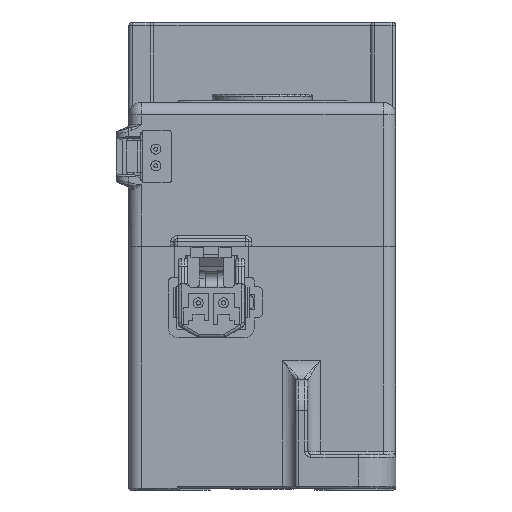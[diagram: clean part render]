
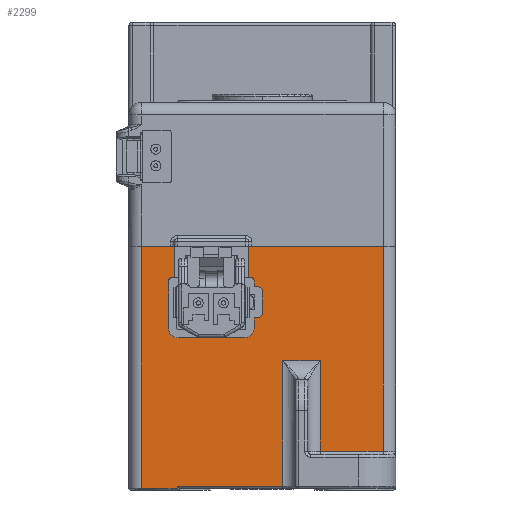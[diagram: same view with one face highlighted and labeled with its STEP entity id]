
A CAD part, left-side view. The second image highlights one B-rep face of the part: STEP entity #2299.
In plain terms, the highlighted planar face has unit normal (-1, 0, 0).
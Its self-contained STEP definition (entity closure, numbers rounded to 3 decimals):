
#1226=PLANE('',#20775);
#2299=ADVANCED_FACE('',(#3584),#1226,.F.);
#3584=FACE_OUTER_BOUND('',#4684,.T.);
#4684=EDGE_LOOP('',(#12972,#12973,#12974,#12975,#12976,#12977,#12978,#12979,
#12980,#12981,#12982,#12983,#12984,#12985,#12986,#12987,#12988,#12989,#12990,
#12991,#12992,#12993,#12994,#12995,#12996,#12997,#12998,#12999,#13000,#13001));
#6556=LINE('',#31290,#8606);
#6557=LINE('',#31294,#8607);
#6585=LINE('',#31402,#8635);
#6586=LINE('',#31404,#8636);
#6587=LINE('',#31406,#8637);
#6588=LINE('',#31408,#8638);
#6589=LINE('',#31410,#8639);
#6590=LINE('',#31412,#8640);
#6591=LINE('',#31414,#8641);
#6592=LINE('',#31416,#8642);
#6593=LINE('',#31417,#8643);
#6594=LINE('',#31421,#8644);
#6595=LINE('',#31423,#8645);
#6596=LINE('',#31427,#8646);
#6597=LINE('',#31429,#8647);
#6598=LINE('',#31433,#8648);
#6599=LINE('',#31437,#8649);
#6600=LINE('',#31439,#8650);
#6601=LINE('',#31443,#8651);
#6602=LINE('',#31447,#8652);
#6603=LINE('',#31451,#8653);
#6604=LINE('',#31453,#8654);
#8606=VECTOR('',#24936,1.);
#8607=VECTOR('',#24941,1.);
#8635=VECTOR('',#25007,1.);
#8636=VECTOR('',#25008,1.);
#8637=VECTOR('',#25009,1.);
#8638=VECTOR('',#25010,1.);
#8639=VECTOR('',#25011,1.);
#8640=VECTOR('',#25012,1.);
#8641=VECTOR('',#25013,1.);
#8642=VECTOR('',#25014,1.);
#8643=VECTOR('',#25015,1.);
#8644=VECTOR('',#25018,1.);
#8645=VECTOR('',#25019,1.);
#8646=VECTOR('',#25022,1.);
#8647=VECTOR('',#25023,1.);
#8648=VECTOR('',#25026,1.);
#8649=VECTOR('',#25029,1.);
#8650=VECTOR('',#25030,1.);
#8651=VECTOR('',#25033,1.);
#8652=VECTOR('',#25036,1.);
#8653=VECTOR('',#25039,1.);
#8654=VECTOR('',#25040,1.);
#12972=ORIENTED_EDGE('',*,*,#18362,.T.);
#12973=ORIENTED_EDGE('',*,*,#18319,.F.);
#12974=ORIENTED_EDGE('',*,*,#18363,.F.);
#12975=ORIENTED_EDGE('',*,*,#18364,.F.);
#12976=ORIENTED_EDGE('',*,*,#18365,.F.);
#12977=ORIENTED_EDGE('',*,*,#18366,.T.);
#12978=ORIENTED_EDGE('',*,*,#18367,.F.);
#12979=ORIENTED_EDGE('',*,*,#18368,.F.);
#12980=ORIENTED_EDGE('',*,*,#18369,.F.);
#12981=ORIENTED_EDGE('',*,*,#18317,.F.);
#12982=ORIENTED_EDGE('',*,*,#18370,.T.);
#12983=ORIENTED_EDGE('',*,*,#18371,.F.);
#12984=ORIENTED_EDGE('',*,*,#18372,.F.);
#12985=ORIENTED_EDGE('',*,*,#18373,.T.);
#12986=ORIENTED_EDGE('',*,*,#18374,.F.);
#12987=ORIENTED_EDGE('',*,*,#18375,.T.);
#12988=ORIENTED_EDGE('',*,*,#18376,.T.);
#12989=ORIENTED_EDGE('',*,*,#18377,.F.);
#12990=ORIENTED_EDGE('',*,*,#18378,.F.);
#12991=ORIENTED_EDGE('',*,*,#18379,.F.);
#12992=ORIENTED_EDGE('',*,*,#18380,.T.);
#12993=ORIENTED_EDGE('',*,*,#18381,.T.);
#12994=ORIENTED_EDGE('',*,*,#18382,.T.);
#12995=ORIENTED_EDGE('',*,*,#18383,.F.);
#12996=ORIENTED_EDGE('',*,*,#18384,.T.);
#12997=ORIENTED_EDGE('',*,*,#18385,.F.);
#12998=ORIENTED_EDGE('',*,*,#18386,.F.);
#12999=ORIENTED_EDGE('',*,*,#18387,.T.);
#13000=ORIENTED_EDGE('',*,*,#18388,.F.);
#13001=ORIENTED_EDGE('',*,*,#18389,.F.);
#15876=VERTEX_POINT('',#31289);
#15877=VERTEX_POINT('',#31291);
#15878=VERTEX_POINT('',#31295);
#15879=VERTEX_POINT('',#31296);
#15917=VERTEX_POINT('',#31403);
#15918=VERTEX_POINT('',#31405);
#15919=VERTEX_POINT('',#31407);
#15920=VERTEX_POINT('',#31409);
#15921=VERTEX_POINT('',#31411);
#15922=VERTEX_POINT('',#31413);
#15923=VERTEX_POINT('',#31415);
#15924=VERTEX_POINT('',#31418);
#15925=VERTEX_POINT('',#31420);
#15926=VERTEX_POINT('',#31422);
#15927=VERTEX_POINT('',#31424);
#15928=VERTEX_POINT('',#31426);
#15929=VERTEX_POINT('',#31428);
#15930=VERTEX_POINT('',#31430);
#15931=VERTEX_POINT('',#31432);
#15932=VERTEX_POINT('',#31434);
#15933=VERTEX_POINT('',#31436);
#15934=VERTEX_POINT('',#31438);
#15935=VERTEX_POINT('',#31440);
#15936=VERTEX_POINT('',#31442);
#15937=VERTEX_POINT('',#31444);
#15938=VERTEX_POINT('',#31446);
#15939=VERTEX_POINT('',#31448);
#15940=VERTEX_POINT('',#31450);
#15941=VERTEX_POINT('',#31452);
#15942=VERTEX_POINT('',#31454);
#18317=EDGE_CURVE('',#15876,#15877,#6556,.T.);
#18319=EDGE_CURVE('',#15878,#15879,#6557,.T.);
#18362=EDGE_CURVE('',#15917,#15879,#6585,.T.);
#18363=EDGE_CURVE('',#15918,#15878,#6586,.T.);
#18364=EDGE_CURVE('',#15919,#15918,#6587,.T.);
#18365=EDGE_CURVE('',#15920,#15919,#6588,.T.);
#18366=EDGE_CURVE('',#15920,#15921,#6589,.T.);
#18367=EDGE_CURVE('',#15922,#15921,#6590,.T.);
#18368=EDGE_CURVE('',#15923,#15922,#6591,.T.);
#18369=EDGE_CURVE('',#15877,#15923,#6592,.T.);
#18370=EDGE_CURVE('',#15876,#15924,#6593,.T.);
#18371=EDGE_CURVE('',#15925,#15924,#19465,.T.);
#18372=EDGE_CURVE('',#15926,#15925,#6594,.T.);
#18373=EDGE_CURVE('',#15926,#15927,#6595,.T.);
#18374=EDGE_CURVE('',#15928,#15927,#19466,.T.);
#18375=EDGE_CURVE('',#15928,#15929,#6596,.T.);
#18376=EDGE_CURVE('',#15929,#15930,#6597,.T.);
#18377=EDGE_CURVE('',#15931,#15930,#19467,.T.);
#18378=EDGE_CURVE('',#15932,#15931,#6598,.T.);
#18379=EDGE_CURVE('',#15933,#15932,#19468,.T.);
#18380=EDGE_CURVE('',#15933,#15934,#6599,.T.);
#18381=EDGE_CURVE('',#15934,#15935,#6600,.T.);
#18382=EDGE_CURVE('',#15935,#15936,#19469,.T.);
#18383=EDGE_CURVE('',#15937,#15936,#6601,.T.);
#18384=EDGE_CURVE('',#15937,#15938,#19470,.T.);
#18385=EDGE_CURVE('',#15939,#15938,#6602,.T.);
#18386=EDGE_CURVE('',#15940,#15939,#19471,.T.);
#18387=EDGE_CURVE('',#15940,#15941,#6603,.T.);
#18388=EDGE_CURVE('',#15942,#15941,#6604,.T.);
#18389=EDGE_CURVE('',#15917,#15942,#19472,.T.);
#19465=CIRCLE('',#20767,0.5);
#19466=CIRCLE('',#20768,0.5);
#19467=CIRCLE('',#20769,1.);
#19468=CIRCLE('',#20770,1.);
#19469=CIRCLE('',#20771,1.5);
#19470=CIRCLE('',#20772,1.5);
#19471=CIRCLE('',#20773,0.5);
#19472=CIRCLE('',#20774,0.5);
#20767=AXIS2_PLACEMENT_3D('',#31419,#25016,#25017);
#20768=AXIS2_PLACEMENT_3D('',#31425,#25020,#25021);
#20769=AXIS2_PLACEMENT_3D('',#31431,#25024,#25025);
#20770=AXIS2_PLACEMENT_3D('',#31435,#25027,#25028);
#20771=AXIS2_PLACEMENT_3D('',#31441,#25031,#25032);
#20772=AXIS2_PLACEMENT_3D('',#31445,#25034,#25035);
#20773=AXIS2_PLACEMENT_3D('',#31449,#25037,#25038);
#20774=AXIS2_PLACEMENT_3D('',#31455,#25041,#25042);
#20775=AXIS2_PLACEMENT_3D('',#31456,#25043,#25044);
#24936=DIRECTION('',(0.,0.,-1.));
#24941=DIRECTION('',(0.,0.,1.));
#25007=DIRECTION('',(0.,1.,0.));
#25008=DIRECTION('',(0.,1.,0.));
#25009=DIRECTION('',(0.,0.,-1.));
#25010=DIRECTION('',(0.,1.,0.));
#25011=DIRECTION('',(0.,0.,1.));
#25012=DIRECTION('',(0.,1.,0.));
#25013=DIRECTION('',(0.,0.,1.));
#25014=DIRECTION('',(0.,1.,0.));
#25015=DIRECTION('',(0.,1.,0.));
#25016=DIRECTION('',(-1.,0.,0.));
#25017=DIRECTION('',(0.,0.,1.));
#25018=DIRECTION('',(0.,0.,1.));
#25019=DIRECTION('',(0.,-1.,0.));
#25020=DIRECTION('',(-1.,0.,0.));
#25021=DIRECTION('',(0.,0.,-1.));
#25022=DIRECTION('',(0.,0.,-1.));
#25023=DIRECTION('',(0.,-1.,0.));
#25024=DIRECTION('',(-1.,0.,0.));
#25025=DIRECTION('',(0.,0.,1.));
#25026=DIRECTION('',(0.,0.,1.));
#25027=DIRECTION('',(-1.,0.,0.));
#25028=DIRECTION('',(0.,0.,-1.));
#25029=DIRECTION('',(0.,1.,0.));
#25030=DIRECTION('',(0.,0.,-1.));
#25031=DIRECTION('',(1.,0.,0.));
#25032=DIRECTION('',(0.,1.,0.));
#25033=DIRECTION('',(0.,-1.,0.));
#25034=DIRECTION('',(1.,0.,0.));
#25035=DIRECTION('',(0.,1.,0.));
#25036=DIRECTION('',(0.,0.,-1.));
#25037=DIRECTION('',(-1.,0.,0.));
#25038=DIRECTION('',(0.,0.,-1.));
#25039=DIRECTION('',(0.,-1.,0.));
#25040=DIRECTION('',(0.,0.,-1.));
#25041=DIRECTION('',(-1.,0.,0.));
#25042=DIRECTION('',(0.,0.,1.));
#25043=DIRECTION('',(1.,0.,0.));
#25044=DIRECTION('',(0.,-1.,0.));
#31289=CARTESIAN_POINT('',(-44.75,-33.75,-18.87));
#31290=CARTESIAN_POINT('',(-44.75,-33.75,-16.27));
#31291=CARTESIAN_POINT('',(-44.75,-33.75,-51.37));
#31294=CARTESIAN_POINT('',(-44.75,4.75,-16.27));
#31295=CARTESIAN_POINT('',(-44.75,4.75,-57.27));
#31296=CARTESIAN_POINT('',(-44.75,4.75,-18.87));
#31402=CARTESIAN_POINT('',(-44.75,6.75,-18.87));
#31403=CARTESIAN_POINT('',(-44.75,-0.65,-18.87));
#31404=CARTESIAN_POINT('',(-44.75,6.75,-57.27));
#31405=CARTESIAN_POINT('',(-44.75,-0.95,-57.27));
#31406=CARTESIAN_POINT('',(-44.75,-0.95,-16.27));
#31407=CARTESIAN_POINT('',(-44.75,-0.95,-56.97));
#31408=CARTESIAN_POINT('',(-44.75,6.75,-56.97));
#31409=CARTESIAN_POINT('',(-44.75,-17.75,-56.97));
#31410=CARTESIAN_POINT('',(-44.75,-17.75,-52.27));
#31411=CARTESIAN_POINT('',(-44.75,-17.75,-36.97));
#31412=CARTESIAN_POINT('',(-44.75,6.75,-36.97));
#31413=CARTESIAN_POINT('',(-44.75,-23.75,-36.97));
#31414=CARTESIAN_POINT('',(-44.75,-23.75,-16.27));
#31415=CARTESIAN_POINT('',(-44.75,-23.75,-51.37));
#31416=CARTESIAN_POINT('',(-44.75,6.75,-51.37));
#31417=CARTESIAN_POINT('',(-44.75,6.75,-18.87));
#31418=CARTESIAN_POINT('',(-44.75,-12.15,-18.87));
#31419=CARTESIAN_POINT('',(-44.75,-11.85,-19.27));
#31420=CARTESIAN_POINT('',(-44.75,-12.35,-19.27));
#31421=CARTESIAN_POINT('',(-44.75,-12.35,-16.27));
#31422=CARTESIAN_POINT('',(-44.75,-12.35,-23.77));
#31423=CARTESIAN_POINT('',(-44.75,-13.3,-23.77));
#31424=CARTESIAN_POINT('',(-44.75,-12.7,-23.77));
#31425=CARTESIAN_POINT('',(-44.75,-12.7,-24.27));
#31426=CARTESIAN_POINT('',(-44.75,-13.2,-24.27));
#31427=CARTESIAN_POINT('',(-44.75,-13.2,-25.07));
#31428=CARTESIAN_POINT('',(-44.75,-13.2,-25.17));
#31429=CARTESIAN_POINT('',(-44.75,-14.6,-25.17));
#31430=CARTESIAN_POINT('',(-44.75,-13.6,-25.17));
#31431=CARTESIAN_POINT('',(-44.75,-13.6,-26.17));
#31432=CARTESIAN_POINT('',(-44.75,-14.6,-26.17));
#31433=CARTESIAN_POINT('',(-44.75,-14.6,-16.27));
#31434=CARTESIAN_POINT('',(-44.75,-14.6,-29.17));
#31435=CARTESIAN_POINT('',(-44.75,-13.6,-29.17));
#31436=CARTESIAN_POINT('',(-44.75,-13.6,-30.17));
#31437=CARTESIAN_POINT('',(-44.75,-13.3,-30.17));
#31438=CARTESIAN_POINT('',(-44.75,-13.2,-30.17));
#31439=CARTESIAN_POINT('',(-44.75,-13.2,-33.47));
#31440=CARTESIAN_POINT('',(-44.75,-13.2,-31.87));
#31441=CARTESIAN_POINT('',(-44.75,-11.7,-31.87));
#31442=CARTESIAN_POINT('',(-44.75,-11.7,-33.37));
#31443=CARTESIAN_POINT('',(-44.75,6.75,-33.37));
#31444=CARTESIAN_POINT('',(-44.75,-1.1,-33.37));
#31445=CARTESIAN_POINT('',(-44.75,-1.1,-31.87));
#31446=CARTESIAN_POINT('',(-44.75,0.4,-31.87));
#31447=CARTESIAN_POINT('',(-44.75,0.4,-16.27));
#31448=CARTESIAN_POINT('',(-44.75,0.4,-24.27));
#31449=CARTESIAN_POINT('',(-44.75,-0.1,-24.27));
#31450=CARTESIAN_POINT('',(-44.75,-0.1,-23.77));
#31451=CARTESIAN_POINT('',(-44.75,-0.75,-23.77));
#31452=CARTESIAN_POINT('',(-44.75,-0.45,-23.77));
#31453=CARTESIAN_POINT('',(-44.75,-0.45,-16.27));
#31454=CARTESIAN_POINT('',(-44.75,-0.45,-19.27));
#31455=CARTESIAN_POINT('',(-44.75,-0.95,-19.27));
#31456=CARTESIAN_POINT('',(-44.75,6.75,-16.27));
